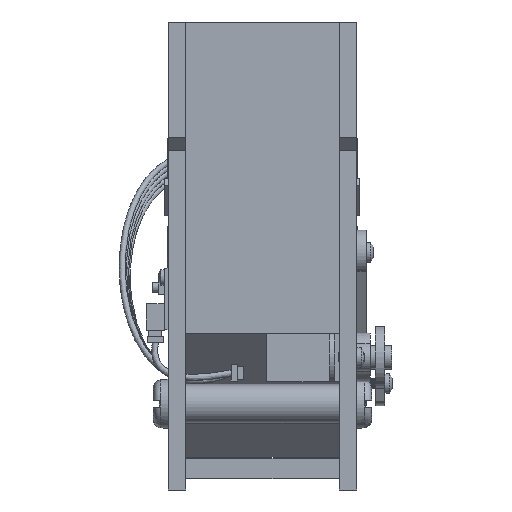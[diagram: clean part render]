
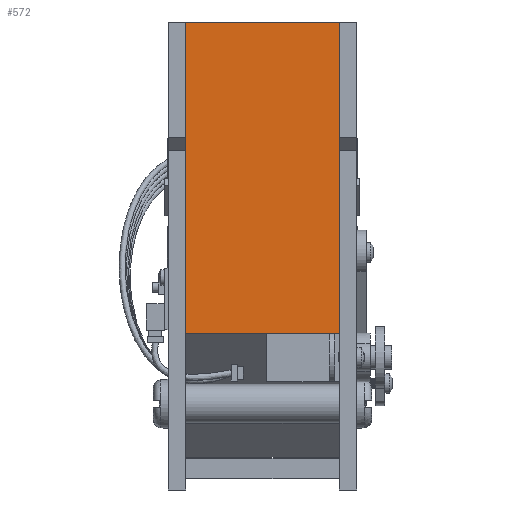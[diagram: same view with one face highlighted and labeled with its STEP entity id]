
A CAD part, left-side view. The second image highlights one B-rep face of the part: STEP entity #572.
In plain terms, the highlighted planar face has unit normal (-1, 0, 0).
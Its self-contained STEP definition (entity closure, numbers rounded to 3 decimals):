
#547 = VERTEX_POINT('',#548);
#548 = CARTESIAN_POINT('',(-25.917,-25.85,7.533));
#554 = EDGE_CURVE('',#547,#555,#557,.T.);
#555 = VERTEX_POINT('',#556);
#556 = CARTESIAN_POINT('',(-25.917,-25.,7.533));
#557 = LINE('',#558,#559);
#558 = CARTESIAN_POINT('',(-25.917,-27.85,7.533));
#559 = VECTOR('',#560,1.);
#560 = DIRECTION('',(-0.,1.,0.));
#572 = ADVANCED_FACE('',(#573),#730,.T.);
#573 = FACE_BOUND('',#574,.T.);
#574 = EDGE_LOOP('',(#575,#576,#585,#593,#602,#610,#618,#626,#634,#642,
    #650,#658,#666,#674,#683,#691,#700,#708,#716,#724));
#575 = ORIENTED_EDGE('',*,*,#554,.F.);
#576 = ORIENTED_EDGE('',*,*,#577,.T.);
#577 = EDGE_CURVE('',#547,#578,#580,.T.);
#578 = VERTEX_POINT('',#579);
#579 = CARTESIAN_POINT('',(-25.917,-26.85,8.533));
#580 = CIRCLE('',#581,1.);
#581 = AXIS2_PLACEMENT_3D('',#582,#583,#584);
#582 = CARTESIAN_POINT('',(-25.917,-25.85,8.533));
#583 = DIRECTION('',(-1.,0.,0.));
#584 = DIRECTION('',(0.,1.,0.));
#585 = ORIENTED_EDGE('',*,*,#586,.T.);
#586 = EDGE_CURVE('',#578,#587,#589,.T.);
#587 = VERTEX_POINT('',#588);
#588 = CARTESIAN_POINT('',(-25.917,-26.85,14.533));
#589 = LINE('',#590,#591);
#590 = CARTESIAN_POINT('',(-25.917,-26.85,7.533));
#591 = VECTOR('',#592,1.);
#592 = DIRECTION('',(0.,0.,1.));
#593 = ORIENTED_EDGE('',*,*,#594,.T.);
#594 = EDGE_CURVE('',#587,#595,#597,.T.);
#595 = VERTEX_POINT('',#596);
#596 = CARTESIAN_POINT('',(-25.917,-25.85,15.533));
#597 = CIRCLE('',#598,1.);
#598 = AXIS2_PLACEMENT_3D('',#599,#600,#601);
#599 = CARTESIAN_POINT('',(-25.917,-25.85,14.533));
#600 = DIRECTION('',(-1.,0.,0.));
#601 = DIRECTION('',(0.,1.,0.));
#602 = ORIENTED_EDGE('',*,*,#603,.T.);
#603 = EDGE_CURVE('',#595,#604,#606,.T.);
#604 = VERTEX_POINT('',#605);
#605 = CARTESIAN_POINT('',(-25.917,-25.,15.533));
#606 = LINE('',#607,#608);
#607 = CARTESIAN_POINT('',(-25.917,-27.85,15.533));
#608 = VECTOR('',#609,1.);
#609 = DIRECTION('',(0.,1.,0.));
#610 = ORIENTED_EDGE('',*,*,#611,.T.);
#611 = EDGE_CURVE('',#604,#612,#614,.T.);
#612 = VERTEX_POINT('',#613);
#613 = CARTESIAN_POINT('',(-25.917,-25.,45.283));
#614 = LINE('',#615,#616);
#615 = CARTESIAN_POINT('',(-25.917,-25.,15.533));
#616 = VECTOR('',#617,1.);
#617 = DIRECTION('',(0.,0.,1.));
#618 = ORIENTED_EDGE('',*,*,#619,.F.);
#619 = EDGE_CURVE('',#620,#612,#622,.T.);
#620 = VERTEX_POINT('',#621);
#621 = CARTESIAN_POINT('',(-25.917,-27.85,45.283));
#622 = LINE('',#623,#624);
#623 = CARTESIAN_POINT('',(-25.917,-27.85,45.283));
#624 = VECTOR('',#625,1.);
#625 = DIRECTION('',(0.,1.,0.));
#626 = ORIENTED_EDGE('',*,*,#627,.T.);
#627 = EDGE_CURVE('',#620,#628,#630,.T.);
#628 = VERTEX_POINT('',#629);
#629 = CARTESIAN_POINT('',(-25.917,-27.85,48.283));
#630 = LINE('',#631,#632);
#631 = CARTESIAN_POINT('',(-25.917,-27.85,42.033));
#632 = VECTOR('',#633,1.);
#633 = DIRECTION('',(0.,0.,1.));
#634 = ORIENTED_EDGE('',*,*,#635,.F.);
#635 = EDGE_CURVE('',#636,#628,#638,.T.);
#636 = VERTEX_POINT('',#637);
#637 = CARTESIAN_POINT('',(-25.917,2.85,48.283));
#638 = LINE('',#639,#640);
#639 = CARTESIAN_POINT('',(-25.917,-29.85,48.283));
#640 = VECTOR('',#641,1.);
#641 = DIRECTION('',(0.,-1.,0.));
#642 = ORIENTED_EDGE('',*,*,#643,.F.);
#643 = EDGE_CURVE('',#644,#636,#646,.T.);
#644 = VERTEX_POINT('',#645);
#645 = CARTESIAN_POINT('',(-25.917,2.85,45.283));
#646 = LINE('',#647,#648);
#647 = CARTESIAN_POINT('',(-25.917,2.85,46.783));
#648 = VECTOR('',#649,1.);
#649 = DIRECTION('',(0.,0.,1.));
#650 = ORIENTED_EDGE('',*,*,#651,.F.);
#651 = EDGE_CURVE('',#652,#644,#654,.T.);
#652 = VERTEX_POINT('',#653);
#653 = CARTESIAN_POINT('',(-25.917,0.,
    45.283));
#654 = LINE('',#655,#656);
#655 = CARTESIAN_POINT('',(-25.917,2.85,45.283));
#656 = VECTOR('',#657,1.);
#657 = DIRECTION('',(0.,1.,0.));
#658 = ORIENTED_EDGE('',*,*,#659,.F.);
#659 = EDGE_CURVE('',#660,#652,#662,.T.);
#660 = VERTEX_POINT('',#661);
#661 = CARTESIAN_POINT('',(-25.917,0.,
    15.533));
#662 = LINE('',#663,#664);
#663 = CARTESIAN_POINT('',(-25.917,0.,
    43.783));
#664 = VECTOR('',#665,1.);
#665 = DIRECTION('',(0.,0.,1.));
#666 = ORIENTED_EDGE('',*,*,#667,.F.);
#667 = EDGE_CURVE('',#668,#660,#670,.T.);
#668 = VERTEX_POINT('',#669);
#669 = CARTESIAN_POINT('',(-25.917,0.85,15.533));
#670 = LINE('',#671,#672);
#671 = CARTESIAN_POINT('',(-25.917,2.85,15.533));
#672 = VECTOR('',#673,1.);
#673 = DIRECTION('',(0.,-1.,0.));
#674 = ORIENTED_EDGE('',*,*,#675,.T.);
#675 = EDGE_CURVE('',#668,#676,#678,.T.);
#676 = VERTEX_POINT('',#677);
#677 = CARTESIAN_POINT('',(-25.917,1.85,14.533));
#678 = CIRCLE('',#679,1.);
#679 = AXIS2_PLACEMENT_3D('',#680,#681,#682);
#680 = CARTESIAN_POINT('',(-25.917,0.85,14.533));
#681 = DIRECTION('',(-1.,0.,0.));
#682 = DIRECTION('',(0.,1.,0.));
#683 = ORIENTED_EDGE('',*,*,#684,.F.);
#684 = EDGE_CURVE('',#685,#676,#687,.T.);
#685 = VERTEX_POINT('',#686);
#686 = CARTESIAN_POINT('',(-25.917,1.85,8.533));
#687 = LINE('',#688,#689);
#688 = CARTESIAN_POINT('',(-25.917,1.85,7.533));
#689 = VECTOR('',#690,1.);
#690 = DIRECTION('',(0.,0.,1.));
#691 = ORIENTED_EDGE('',*,*,#692,.T.);
#692 = EDGE_CURVE('',#685,#693,#695,.T.);
#693 = VERTEX_POINT('',#694);
#694 = CARTESIAN_POINT('',(-25.917,0.85,7.533));
#695 = CIRCLE('',#696,1.);
#696 = AXIS2_PLACEMENT_3D('',#697,#698,#699);
#697 = CARTESIAN_POINT('',(-25.917,0.85,8.533));
#698 = DIRECTION('',(-1.,0.,0.));
#699 = DIRECTION('',(0.,1.,0.));
#700 = ORIENTED_EDGE('',*,*,#701,.F.);
#701 = EDGE_CURVE('',#702,#693,#704,.T.);
#702 = VERTEX_POINT('',#703);
#703 = CARTESIAN_POINT('',(-25.917,0.,
    7.533));
#704 = LINE('',#705,#706);
#705 = CARTESIAN_POINT('',(-25.917,-27.85,7.533));
#706 = VECTOR('',#707,1.);
#707 = DIRECTION('',(-0.,1.,0.));
#708 = ORIENTED_EDGE('',*,*,#709,.T.);
#709 = EDGE_CURVE('',#702,#710,#712,.T.);
#710 = VERTEX_POINT('',#711);
#711 = CARTESIAN_POINT('',(-25.917,0.,
    -2.288));
#712 = LINE('',#713,#714);
#713 = CARTESIAN_POINT('',(-25.917,0.,
    10.787));
#714 = VECTOR('',#715,1.);
#715 = DIRECTION('',(-0.,0.,-1.));
#716 = ORIENTED_EDGE('',*,*,#717,.T.);
#717 = EDGE_CURVE('',#710,#718,#720,.T.);
#718 = VERTEX_POINT('',#719);
#719 = CARTESIAN_POINT('',(-25.917,-25.,-2.288));
#720 = LINE('',#721,#722);
#721 = CARTESIAN_POINT('',(-25.917,0.,
    -2.288));
#722 = VECTOR('',#723,1.);
#723 = DIRECTION('',(0.,-1.,0.));
#724 = ORIENTED_EDGE('',*,*,#725,.F.);
#725 = EDGE_CURVE('',#555,#718,#726,.T.);
#726 = LINE('',#727,#728);
#727 = CARTESIAN_POINT('',(-25.917,-25.,7.533));
#728 = VECTOR('',#729,1.);
#729 = DIRECTION('',(0.,0.,-1.));
#730 = PLANE('',#731);
#731 = AXIS2_PLACEMENT_3D('',#732,#733,#734);
#732 = CARTESIAN_POINT('',(-25.917,-12.5,22.317));
#733 = DIRECTION('',(-1.,0.,0.));
#734 = DIRECTION('',(0.,1.,0.));
